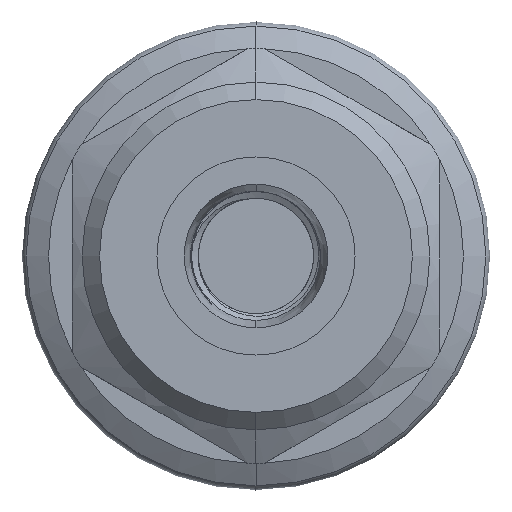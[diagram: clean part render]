
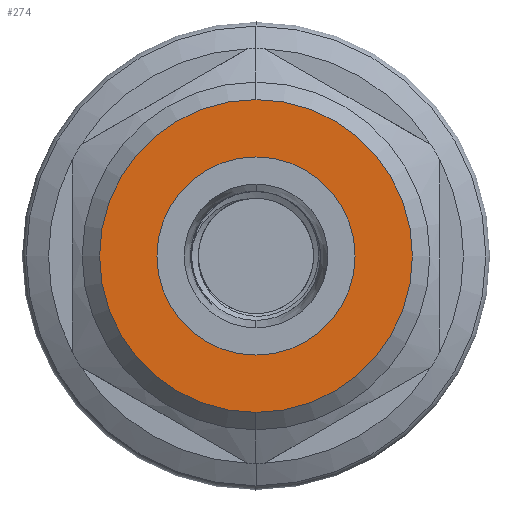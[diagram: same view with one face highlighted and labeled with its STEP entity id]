
A CAD part, left-side view. The second image highlights one B-rep face of the part: STEP entity #274.
In plain terms, the highlighted planar face has unit normal (-1, 0, 0).
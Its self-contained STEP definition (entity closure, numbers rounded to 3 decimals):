
#274 = ADVANCED_FACE ( 'NONE', ( #4934, #4938 ), #4538, .F. ) ;
#2298 = VERTEX_POINT ( 'NONE', #12140 ) ;
#2301 = VERTEX_POINT ( 'NONE', #12143 ) ;
#2341 = VERTEX_POINT ( 'NONE', #12183 ) ;
#2342 = VERTEX_POINT ( 'NONE', #12184 ) ;
#2641 = EDGE_CURVE ( 'NONE', #2301, #2298, #11571, .T. ) ;
#2642 = EDGE_CURVE ( 'NONE', #2342, #2341, #11575, .T. ) ;
#2768 = EDGE_CURVE ( 'NONE', #2341, #2342, #11714, .T. ) ;
#2970 = ORIENTED_EDGE ( 'NONE', *, *, #3819, .F. ) ;
#2971 = ORIENTED_EDGE ( 'NONE', *, *, #2641, .F. ) ;
#2972 = ORIENTED_EDGE ( 'NONE', *, *, #2642, .F. ) ;
#2973 = ORIENTED_EDGE ( 'NONE', *, *, #2768, .F. ) ;
#3819 = EDGE_CURVE ( 'NONE', #2298, #2301, #14425, .T. ) ;
#4179 = AXIS2_PLACEMENT_3D ( 'NONE', #4545, #4546, #4547 ) ;
#4538 = PLANE ( 'NONE',  #4179 ) ;
#4545 = CARTESIAN_POINT ( 'NONE',  ( 0., 0., 0. ) ) ;
#4546 = DIRECTION ( 'NONE',  ( 1., 0., 0. ) ) ;
#4547 = DIRECTION ( 'NONE',  ( 0., 0., -1. ) ) ;
#4934 = FACE_OUTER_BOUND ( 'NONE', #16062, .T. ) ;
#4938 = FACE_BOUND ( 'NONE', #16048, .T. ) ;
#11186 = AXIS2_PLACEMENT_3D ( 'NONE', #13192, #13193, #13194 ) ;
#11187 = AXIS2_PLACEMENT_3D ( 'NONE', #13197, #13198, #13199 ) ;
#11256 = AXIS2_PLACEMENT_3D ( 'NONE', #13746, #13747, #13748 ) ;
#11330 = AXIS2_PLACEMENT_3D ( 'NONE', #14983, #14984, #14985 ) ;
#11571 = CIRCLE ( 'NONE', #11186, 13.5 ) ;
#11575 = CIRCLE ( 'NONE', #11187, 8.55 ) ;
#11714 = CIRCLE ( 'NONE', #11256, 8.55 ) ;
#12140 = CARTESIAN_POINT ( 'NONE',  ( 0., 0., -13.5 ) ) ;
#12143 = CARTESIAN_POINT ( 'NONE',  ( 0., 0., 13.5 ) ) ;
#12183 = CARTESIAN_POINT ( 'NONE',  ( 0., 0., -8.55 ) ) ;
#12184 = CARTESIAN_POINT ( 'NONE',  ( 0., 0., 8.55 ) ) ;
#13192 = CARTESIAN_POINT ( 'NONE',  ( 0., 0., 0. ) ) ;
#13193 = DIRECTION ( 'NONE',  ( 1., 0., 0. ) ) ;
#13194 = DIRECTION ( 'NONE',  ( 0., 0., -1. ) ) ;
#13197 = CARTESIAN_POINT ( 'NONE',  ( 0., 0., 0. ) ) ;
#13198 = DIRECTION ( 'NONE',  ( -1., 0., 0. ) ) ;
#13199 = DIRECTION ( 'NONE',  ( 0., 0., 1. ) ) ;
#13746 = CARTESIAN_POINT ( 'NONE',  ( 0., 0., 0. ) ) ;
#13747 = DIRECTION ( 'NONE',  ( -1., 0., 0. ) ) ;
#13748 = DIRECTION ( 'NONE',  ( 0., 0., 1. ) ) ;
#14425 = CIRCLE ( 'NONE', #11330, 13.5 ) ;
#14983 = CARTESIAN_POINT ( 'NONE',  ( 0., 0., 0. ) ) ;
#14984 = DIRECTION ( 'NONE',  ( 1., 0., 0. ) ) ;
#14985 = DIRECTION ( 'NONE',  ( 0., 0., -1. ) ) ;
#16048 = EDGE_LOOP ( 'NONE', ( #2972, #2973 ) ) ;
#16062 = EDGE_LOOP ( 'NONE', ( #2970, #2971 ) ) ;
